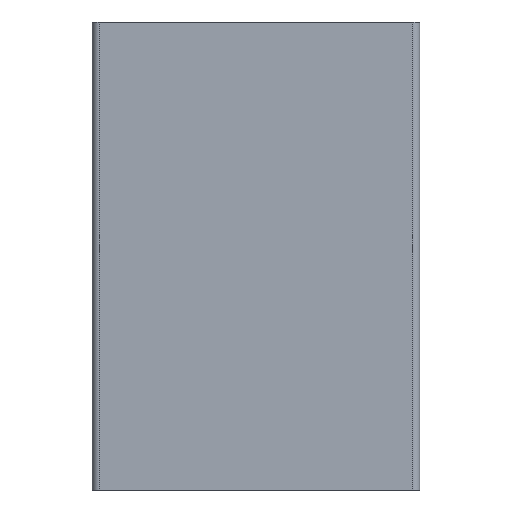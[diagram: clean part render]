
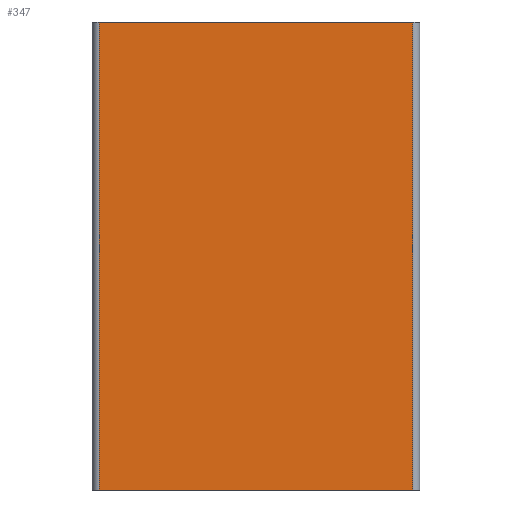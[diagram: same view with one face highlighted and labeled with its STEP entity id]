
A CAD part, front view. The second image highlights one B-rep face of the part: STEP entity #347.
In plain terms, the highlighted planar face has unit normal (0, -1, 0).
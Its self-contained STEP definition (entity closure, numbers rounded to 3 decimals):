
#33=FACE_OUTER_BOUND('',#51,.T.);
#51=EDGE_LOOP('',(#291,#292,#293,#294));
#74=LINE('',#517,#114);
#98=LINE('',#572,#138);
#99=LINE('',#575,#139);
#100=LINE('',#576,#140);
#114=VECTOR('',#412,10.);
#138=VECTOR('',#470,10.);
#139=VECTOR('',#473,10.);
#140=VECTOR('',#474,10.);
#157=VERTEX_POINT('',#514);
#158=VERTEX_POINT('',#516);
#172=VERTEX_POINT('',#570);
#173=VERTEX_POINT('',#574);
#189=EDGE_CURVE('',#157,#158,#74,.T.);
#217=EDGE_CURVE('',#157,#172,#98,.T.);
#218=EDGE_CURVE('',#173,#172,#99,.T.);
#219=EDGE_CURVE('',#158,#173,#100,.T.);
#291=ORIENTED_EDGE('',*,*,#217,.T.);
#292=ORIENTED_EDGE('',*,*,#218,.F.);
#293=ORIENTED_EDGE('',*,*,#219,.F.);
#294=ORIENTED_EDGE('',*,*,#189,.F.);
#330=PLANE('',#386);
#347=ADVANCED_FACE('',(#33),#330,.T.);
#386=AXIS2_PLACEMENT_3D('',#573,#471,#472);
#412=DIRECTION('',(-1.,0.,0.));
#470=DIRECTION('',(0.,0.,1.));
#471=DIRECTION('center_axis',(0.,-1.,0.));
#472=DIRECTION('ref_axis',(1.,0.,0.));
#473=DIRECTION('',(1.,0.,0.));
#474=DIRECTION('',(0.,0.,1.));
#514=CARTESIAN_POINT('',(-6.,-13.5,-100.));
#516=CARTESIAN_POINT('',(-140.,-13.5,-100.));
#517=CARTESIAN_POINT('',(-73.,-13.5,-100.));
#570=CARTESIAN_POINT('',(-6.,-13.5,100.));
#572=CARTESIAN_POINT('',(-6.,-13.5,0.));
#573=CARTESIAN_POINT('Origin',(-140.,-13.5,0.));
#574=CARTESIAN_POINT('',(-140.,-13.5,100.));
#575=CARTESIAN_POINT('',(-73.,-13.5,100.));
#576=CARTESIAN_POINT('',(-140.,-13.5,0.));
